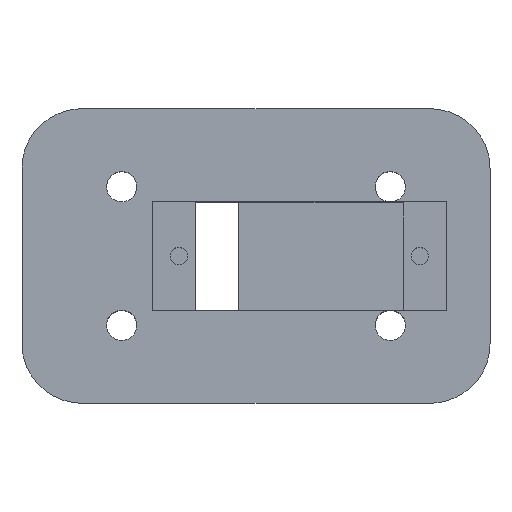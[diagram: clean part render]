
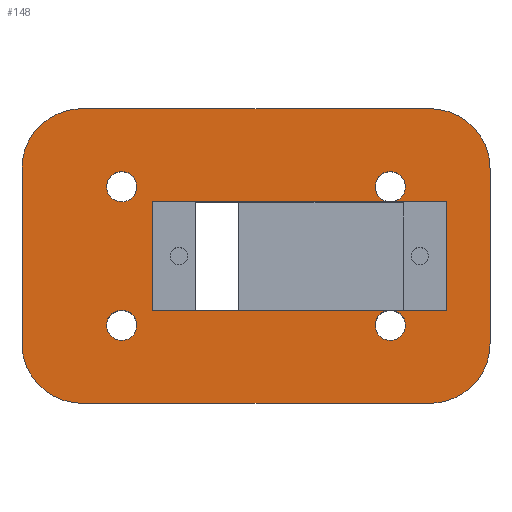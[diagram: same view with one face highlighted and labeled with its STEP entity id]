
A CAD part, top view. The second image highlights one B-rep face of the part: STEP entity #148.
In plain terms, the highlighted planar face has unit normal (0, 0, 1).
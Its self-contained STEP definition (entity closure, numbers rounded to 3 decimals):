
#80 = EDGE_CURVE('',#81,#83,#85,.T.);
#81 = VERTEX_POINT('',#82);
#82 = CARTESIAN_POINT('',(48.5,4.364,32.));
#83 = VERTEX_POINT('',#84);
#84 = CARTESIAN_POINT('',(41.484,-2.5,32.));
#85 = ELLIPSE('',#86,7.237,7.);
#86 = AXIS2_PLACEMENT_3D('',#87,#88,#89);
#87 = CARTESIAN_POINT('',(41.303,4.541,32.));
#88 = DIRECTION('',(0.,0.,-1.));
#89 = DIRECTION('',(0.91,-0.414,0.));
#122 = EDGE_CURVE('',#83,#123,#125,.T.);
#123 = VERTEX_POINT('',#124);
#124 = CARTESIAN_POINT('',(1.516,-2.5,32.));
#125 = LINE('',#126,#127);
#126 = CARTESIAN_POINT('',(48.5,-2.5,32.));
#127 = VECTOR('',#128,1.);
#128 = DIRECTION('',(-1.,0.,0.));
#148 = ADVANCED_FACE('',(#149,#202,#213,#224,#235,#246),#292,.T.);
#149 = FACE_BOUND('',#150,.T.);
#150 = EDGE_LOOP('',(#151,#152,#160,#169,#177,#186,#194,#201));
#151 = ORIENTED_EDGE('',*,*,#80,.F.);
#152 = ORIENTED_EDGE('',*,*,#153,.F.);
#153 = EDGE_CURVE('',#154,#81,#156,.T.);
#154 = VERTEX_POINT('',#155);
#155 = CARTESIAN_POINT('',(48.5,24.636,32.));
#156 = LINE('',#157,#158);
#157 = CARTESIAN_POINT('',(48.5,31.5,32.));
#158 = VECTOR('',#159,1.);
#159 = DIRECTION('',(0.,-1.,0.));
#160 = ORIENTED_EDGE('',*,*,#161,.F.);
#161 = EDGE_CURVE('',#162,#154,#164,.T.);
#162 = VERTEX_POINT('',#163);
#163 = CARTESIAN_POINT('',(41.484,31.5,32.));
#164 = ELLIPSE('',#165,7.237,7.);
#165 = AXIS2_PLACEMENT_3D('',#166,#167,#168);
#166 = CARTESIAN_POINT('',(41.303,24.459,32.));
#167 = DIRECTION('',(0.,0.,-1.));
#168 = DIRECTION('',(0.91,0.414,0.));
#169 = ORIENTED_EDGE('',*,*,#170,.F.);
#170 = EDGE_CURVE('',#171,#162,#173,.T.);
#171 = VERTEX_POINT('',#172);
#172 = CARTESIAN_POINT('',(1.516,31.5,32.));
#173 = LINE('',#174,#175);
#174 = CARTESIAN_POINT('',(-5.5,31.5,32.));
#175 = VECTOR('',#176,1.);
#176 = DIRECTION('',(1.,0.,0.));
#177 = ORIENTED_EDGE('',*,*,#178,.F.);
#178 = EDGE_CURVE('',#179,#171,#181,.T.);
#179 = VERTEX_POINT('',#180);
#180 = CARTESIAN_POINT('',(-5.5,24.636,32.));
#181 = ELLIPSE('',#182,7.237,7.);
#182 = AXIS2_PLACEMENT_3D('',#183,#184,#185);
#183 = CARTESIAN_POINT('',(1.697,24.459,32.));
#184 = DIRECTION('',(0.,0.,-1.));
#185 = DIRECTION('',(-0.91,0.414,0.)
  );
#186 = ORIENTED_EDGE('',*,*,#187,.F.);
#187 = EDGE_CURVE('',#188,#179,#190,.T.);
#188 = VERTEX_POINT('',#189);
#189 = CARTESIAN_POINT('',(-5.5,4.364,32.));
#190 = LINE('',#191,#192);
#191 = CARTESIAN_POINT('',(-5.5,-2.5,32.));
#192 = VECTOR('',#193,1.);
#193 = DIRECTION('',(0.,1.,0.));
#194 = ORIENTED_EDGE('',*,*,#195,.F.);
#195 = EDGE_CURVE('',#123,#188,#196,.T.);
#196 = ELLIPSE('',#197,7.237,7.);
#197 = AXIS2_PLACEMENT_3D('',#198,#199,#200);
#198 = CARTESIAN_POINT('',(1.697,4.541,32.));
#199 = DIRECTION('',(0.,0.,-1.));
#200 = DIRECTION('',(-0.91,-0.414,0.
    ));
#201 = ORIENTED_EDGE('',*,*,#122,.F.);
#202 = FACE_BOUND('',#203,.T.);
#203 = EDGE_LOOP('',(#204));
#204 = ORIENTED_EDGE('',*,*,#205,.T.);
#205 = EDGE_CURVE('',#206,#206,#208,.T.);
#206 = VERTEX_POINT('',#207);
#207 = CARTESIAN_POINT('',(7.75,22.5,32.));
#208 = CIRCLE('',#209,1.75);
#209 = AXIS2_PLACEMENT_3D('',#210,#211,#212);
#210 = CARTESIAN_POINT('',(6.,22.5,32.));
#211 = DIRECTION('',(0.,0.,-1.));
#212 = DIRECTION('',(-1.,0.,0.));
#213 = FACE_BOUND('',#214,.T.);
#214 = EDGE_LOOP('',(#215));
#215 = ORIENTED_EDGE('',*,*,#216,.T.);
#216 = EDGE_CURVE('',#217,#217,#219,.T.);
#217 = VERTEX_POINT('',#218);
#218 = CARTESIAN_POINT('',(7.75,6.5,32.));
#219 = CIRCLE('',#220,1.75);
#220 = AXIS2_PLACEMENT_3D('',#221,#222,#223);
#221 = CARTESIAN_POINT('',(6.,6.5,32.));
#222 = DIRECTION('',(0.,0.,-1.));
#223 = DIRECTION('',(-1.,0.,0.));
#224 = FACE_BOUND('',#225,.T.);
#225 = EDGE_LOOP('',(#226));
#226 = ORIENTED_EDGE('',*,*,#227,.T.);
#227 = EDGE_CURVE('',#228,#228,#230,.T.);
#228 = VERTEX_POINT('',#229);
#229 = CARTESIAN_POINT('',(37.,20.75,32.));
#230 = CIRCLE('',#231,1.75);
#231 = AXIS2_PLACEMENT_3D('',#232,#233,#234);
#232 = CARTESIAN_POINT('',(37.,22.5,32.));
#233 = DIRECTION('',(0.,0.,-1.));
#234 = DIRECTION('',(-1.,0.,0.));
#235 = FACE_BOUND('',#236,.T.);
#236 = EDGE_LOOP('',(#237));
#237 = ORIENTED_EDGE('',*,*,#238,.T.);
#238 = EDGE_CURVE('',#239,#239,#241,.T.);
#239 = VERTEX_POINT('',#240);
#240 = CARTESIAN_POINT('',(37.,8.25,32.));
#241 = CIRCLE('',#242,1.75);
#242 = AXIS2_PLACEMENT_3D('',#243,#244,#245);
#243 = CARTESIAN_POINT('',(37.,6.5,32.));
#244 = DIRECTION('',(0.,0.,-1.));
#245 = DIRECTION('',(-1.,0.,0.));
#246 = FACE_BOUND('',#247,.T.);
#247 = EDGE_LOOP('',(#248,#256,#264,#272,#278,#286));
#248 = ORIENTED_EDGE('',*,*,#249,.T.);
#249 = EDGE_CURVE('',#250,#228,#252,.T.);
#250 = VERTEX_POINT('',#251);
#251 = CARTESIAN_POINT('',(9.5,20.75,32.));
#252 = LINE('',#253,#254);
#253 = CARTESIAN_POINT('',(18.,20.75,32.));
#254 = VECTOR('',#255,1.);
#255 = DIRECTION('',(1.,0.,0.));
#256 = ORIENTED_EDGE('',*,*,#257,.T.);
#257 = EDGE_CURVE('',#228,#258,#260,.T.);
#258 = VERTEX_POINT('',#259);
#259 = CARTESIAN_POINT('',(43.5,20.75,32.));
#260 = LINE('',#261,#262);
#261 = CARTESIAN_POINT('',(30.,20.75,32.));
#262 = VECTOR('',#263,1.);
#263 = DIRECTION('',(1.,0.,0.));
#264 = ORIENTED_EDGE('',*,*,#265,.T.);
#265 = EDGE_CURVE('',#258,#266,#268,.T.);
#266 = VERTEX_POINT('',#267);
#267 = CARTESIAN_POINT('',(43.5,8.25,32.));
#268 = LINE('',#269,#270);
#269 = CARTESIAN_POINT('',(43.5,17.625,32.));
#270 = VECTOR('',#271,1.);
#271 = DIRECTION('',(0.,-1.,0.));
#272 = ORIENTED_EDGE('',*,*,#273,.T.);
#273 = EDGE_CURVE('',#266,#239,#274,.T.);
#274 = LINE('',#275,#276);
#275 = CARTESIAN_POINT('',(32.5,8.25,32.));
#276 = VECTOR('',#277,1.);
#277 = DIRECTION('',(-1.,0.,0.));
#278 = ORIENTED_EDGE('',*,*,#279,.T.);
#279 = EDGE_CURVE('',#239,#280,#282,.T.);
#280 = VERTEX_POINT('',#281);
#281 = CARTESIAN_POINT('',(9.5,8.25,32.));
#282 = LINE('',#283,#284);
#283 = CARTESIAN_POINT('',(18.,8.25,32.));
#284 = VECTOR('',#285,1.);
#285 = DIRECTION('',(-1.,0.,0.));
#286 = ORIENTED_EDGE('',*,*,#287,.T.);
#287 = EDGE_CURVE('',#280,#250,#288,.T.);
#288 = LINE('',#289,#290);
#289 = CARTESIAN_POINT('',(9.5,11.375,32.));
#290 = VECTOR('',#291,1.);
#291 = DIRECTION('',(0.,1.,0.));
#292 = PLANE('',#293);
#293 = AXIS2_PLACEMENT_3D('',#294,#295,#296);
#294 = CARTESIAN_POINT('',(21.5,14.5,32.));
#295 = DIRECTION('',(0.,0.,1.));
#296 = DIRECTION('',(1.,0.,0.));
